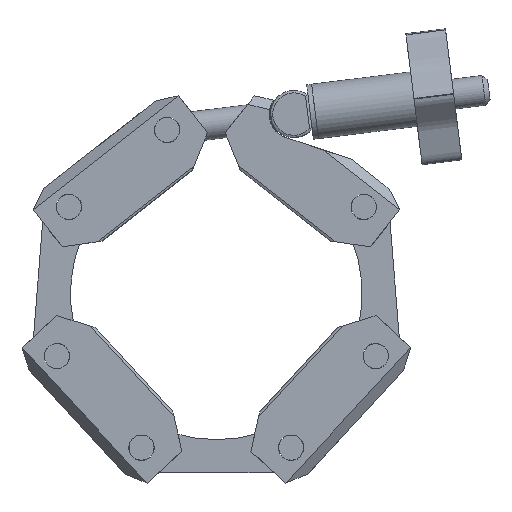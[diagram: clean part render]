
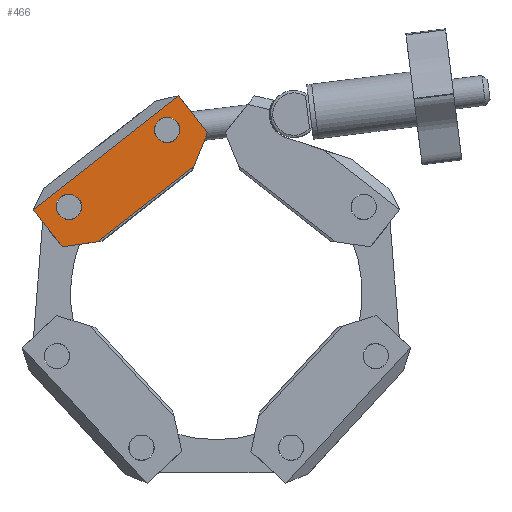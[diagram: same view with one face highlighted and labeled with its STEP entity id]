
A CAD part, front view. The second image highlights one B-rep face of the part: STEP entity #466.
In plain terms, the highlighted planar face has unit normal (0, -1, 0).
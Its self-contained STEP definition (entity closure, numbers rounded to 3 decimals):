
#466=ADVANCED_FACE('',(#789,#790,#791),#788,.F.);
#788=PLANE('',#2664);
#789=FACE_OUTER_BOUND('',#2665,.T.);
#790=FACE_BOUND('',#2666,.T.);
#791=FACE_BOUND('',#2667,.T.);
#2661=CARTESIAN_POINT('',(9.7,0.,-5.3));
#2662=DIRECTION('',(0.,1.,0.));
#2663=DIRECTION('',(-1.,0.,0.));
#2664=AXIS2_PLACEMENT_3D('',#2661,#2662,#2663);
#2665=EDGE_LOOP('',(#3843,#3844,#3845,#3846,#3847,#3848));
#2666=EDGE_LOOP('',(#3849,#3850,#3851));
#2667=EDGE_LOOP('',(#3852,#3853,#3854));
#3843=ORIENTED_EDGE('',*,*,#4784,.F.);
#3844=ORIENTED_EDGE('',*,*,#4777,.T.);
#3845=ORIENTED_EDGE('',*,*,#4838,.F.);
#3846=ORIENTED_EDGE('',*,*,#4839,.F.);
#3847=ORIENTED_EDGE('',*,*,#4840,.T.);
#3848=ORIENTED_EDGE('',*,*,#4841,.F.);
#3849=ORIENTED_EDGE('',*,*,#4842,.F.);
#3850=ORIENTED_EDGE('',*,*,#4843,.F.);
#3851=ORIENTED_EDGE('',*,*,#4844,.F.);
#3852=ORIENTED_EDGE('',*,*,#4845,.F.);
#3853=ORIENTED_EDGE('',*,*,#4846,.F.);
#3854=ORIENTED_EDGE('',*,*,#4847,.F.);
#4777=EDGE_CURVE('',#5314,#5306,#5315,.T.);
#4784=EDGE_CURVE('',#5314,#5361,#5362,.T.);
#4838=EDGE_CURVE('',#5729,#5306,#5730,.T.);
#4839=EDGE_CURVE('',#5736,#5729,#5737,.T.);
#4840=EDGE_CURVE('',#5736,#5743,#5744,.T.);
#4841=EDGE_CURVE('',#5361,#5743,#5750,.T.);
#4842=EDGE_CURVE('',#5756,#5757,#5758,.T.);
#4843=EDGE_CURVE('',#5764,#5756,#5765,.T.);
#4844=EDGE_CURVE('',#5757,#5764,#5771,.T.);
#4845=EDGE_CURVE('',#5777,#5778,#5779,.T.);
#4846=EDGE_CURVE('',#5785,#5777,#5786,.T.);
#4847=EDGE_CURVE('',#5778,#5785,#5792,.T.);
#5306=VERTEX_POINT('',#8664);
#5314=VERTEX_POINT('',#8669);
#5315=LINE('',#8670,#8671);
#5361=VERTEX_POINT('',#8695);
#5362=LINE('',#8696,#8697);
#5729=VERTEX_POINT('',#8917);
#5730=LINE('',#8918,#8919);
#5736=VERTEX_POINT('',#8921);
#5737=LINE('',#8922,#8923);
#5743=VERTEX_POINT('',#8925);
#5744=LINE('',#8926,#8927);
#5750=LINE('',#8929,#8930);
#5756=VERTEX_POINT('',#8932);
#5757=VERTEX_POINT('',#8933);
#5758=CIRCLE('',#8937,2.55);
#5764=VERTEX_POINT('',#8938);
#5765=CIRCLE('',#8942,2.55);
#5771=CIRCLE('',#8946,2.55);
#5777=VERTEX_POINT('',#8947);
#5778=VERTEX_POINT('',#8948);
#5779=CIRCLE('',#8952,2.55);
#5785=VERTEX_POINT('',#8953);
#5786=CIRCLE('',#8957,2.55);
#5792=CIRCLE('',#8961,2.55);
#8664=CARTESIAN_POINT('',(-24.866,0.,9.));
#8669=CARTESIAN_POINT('',(-0.134,0.,9.));
#8670=CARTESIAN_POINT('',(-0.134,0.,9.));
#8671=VECTOR('',#8672,24.732);
#8672=DIRECTION('',(-1.,0.,0.));
#8695=CARTESIAN_POINT('',(6.,0.,5.459));
#8696=CARTESIAN_POINT('',(-0.134,0.,9.));
#8697=VECTOR('',#8698,7.083);
#8698=DIRECTION('',(0.866,0.,-0.5));
#8917=CARTESIAN_POINT('',(-31.,0.,5.459));
#8918=CARTESIAN_POINT('',(-31.,0.,5.459));
#8919=VECTOR('',#8920,7.083);
#8920=DIRECTION('',(0.866,0.,0.5));
#8921=CARTESIAN_POINT('',(-31.,0.,-4.));
#8922=CARTESIAN_POINT('',(-31.,0.,-4.));
#8923=VECTOR('',#8924,9.459);
#8924=DIRECTION('',(0.,0.,1.));
#8925=CARTESIAN_POINT('',(6.,0.,-4.));
#8926=CARTESIAN_POINT('',(-31.,0.,-4.));
#8927=VECTOR('',#8928,37.);
#8928=DIRECTION('',(1.,0.,0.));
#8929=CARTESIAN_POINT('',(6.,0.,5.459));
#8930=VECTOR('',#8931,9.459);
#8931=DIRECTION('',(0.,0.,-1.));
#8932=CARTESIAN_POINT('',(0.,0.,-2.55));
#8933=CARTESIAN_POINT('',(2.55,0.,0.));
#8934=CARTESIAN_POINT('',(0.,0.,0.));
#8935=DIRECTION('',(0.,-1.,0.));
#8936=DIRECTION('',(1.,0.,0.));
#8937=AXIS2_PLACEMENT_3D('',#8934,#8935,#8936);
#8938=CARTESIAN_POINT('',(0.,0.,2.55));
#8939=CARTESIAN_POINT('',(0.,0.,0.));
#8940=DIRECTION('',(0.,-1.,0.));
#8941=DIRECTION('',(1.,0.,0.));
#8942=AXIS2_PLACEMENT_3D('',#8939,#8940,#8941);
#8943=CARTESIAN_POINT('',(0.,0.,0.));
#8944=DIRECTION('',(0.,-1.,0.));
#8945=DIRECTION('',(1.,0.,0.));
#8946=AXIS2_PLACEMENT_3D('',#8943,#8944,#8945);
#8947=CARTESIAN_POINT('',(-25.,0.,-2.55));
#8948=CARTESIAN_POINT('',(-22.45,0.,0.));
#8949=CARTESIAN_POINT('',(-25.,0.,0.));
#8950=DIRECTION('',(0.,-1.,0.));
#8951=DIRECTION('',(1.,0.,0.));
#8952=AXIS2_PLACEMENT_3D('',#8949,#8950,#8951);
#8953=CARTESIAN_POINT('',(-25.,0.,2.55));
#8954=CARTESIAN_POINT('',(-25.,0.,0.));
#8955=DIRECTION('',(0.,-1.,0.));
#8956=DIRECTION('',(1.,0.,0.));
#8957=AXIS2_PLACEMENT_3D('',#8954,#8955,#8956);
#8958=CARTESIAN_POINT('',(-25.,0.,0.));
#8959=DIRECTION('',(0.,-1.,0.));
#8960=DIRECTION('',(1.,0.,0.));
#8961=AXIS2_PLACEMENT_3D('',#8958,#8959,#8960);
